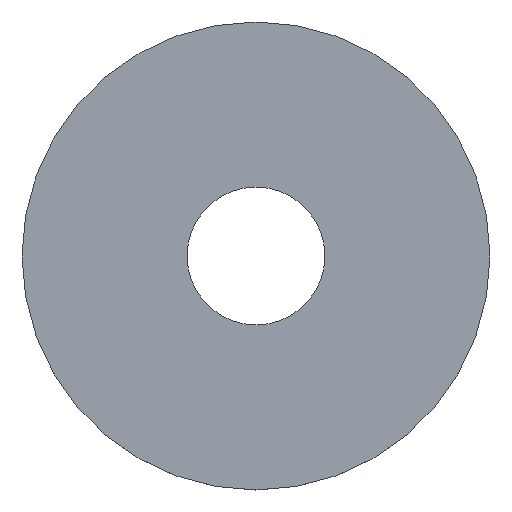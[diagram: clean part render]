
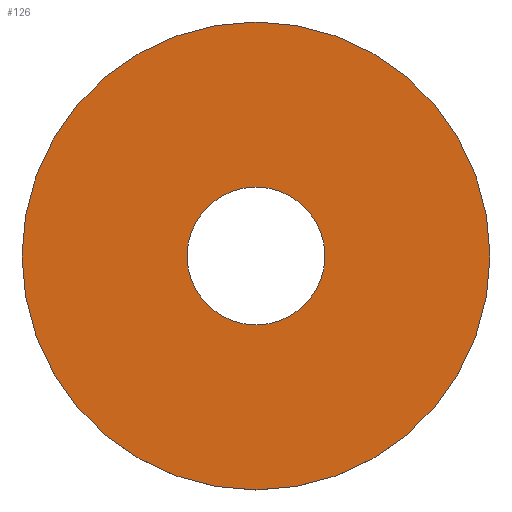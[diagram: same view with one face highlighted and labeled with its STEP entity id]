
A CAD part, top view. The second image highlights one B-rep face of the part: STEP entity #126.
In plain terms, the highlighted planar face has unit normal (0, 0, 1).
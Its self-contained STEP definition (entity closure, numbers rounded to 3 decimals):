
#11 = CARTESIAN_POINT ( 'NONE',  ( 0., 0., 1. ) ) ;
#15 = ORIENTED_EDGE ( 'NONE', *, *, #41, .F. ) ;
#18 = CIRCLE ( 'NONE', #209, 27.5 ) ;
#21 = CARTESIAN_POINT ( 'NONE',  ( 27.5, 0., 1. ) ) ;
#35 = DIRECTION ( 'NONE',  ( 1., 0., 0. ) ) ;
#40 = AXIS2_PLACEMENT_3D ( 'NONE', #56, #87, #121 ) ;
#41 = EDGE_CURVE ( 'NONE', #158, #83, #45, .T. ) ;
#45 = CIRCLE ( 'NONE', #141, 8.1 ) ;
#47 = ORIENTED_EDGE ( 'NONE', *, *, #73, .T. ) ;
#48 = DIRECTION ( 'NONE',  ( 1., 0., 0. ) ) ;
#53 = CARTESIAN_POINT ( 'NONE',  ( 8.1, 0., 1. ) ) ;
#55 = CARTESIAN_POINT ( 'NONE',  ( -8.1, 0., 1. ) ) ;
#56 = CARTESIAN_POINT ( 'NONE',  ( 0., 0., 1. ) ) ;
#62 = EDGE_LOOP ( 'NONE', ( #115, #15 ) ) ;
#64 = DIRECTION ( 'NONE',  ( 1., 0., 0. ) ) ;
#68 = CARTESIAN_POINT ( 'NONE',  ( 0., 0., 1. ) ) ;
#73 = EDGE_CURVE ( 'NONE', #157, #102, #148, .T. ) ;
#79 = AXIS2_PLACEMENT_3D ( 'NONE', #68, #188, #48 ) ;
#83 = VERTEX_POINT ( 'NONE', #55 ) ;
#87 = DIRECTION ( 'NONE',  ( 0., 0., 1. ) ) ;
#100 = EDGE_LOOP ( 'NONE', ( #47, #132 ) ) ;
#102 = VERTEX_POINT ( 'NONE', #21 ) ;
#103 = CARTESIAN_POINT ( 'NONE',  ( 0., 0., 1. ) ) ;
#107 = PLANE ( 'NONE',  #138 ) ;
#109 = DIRECTION ( 'NONE',  ( 1., 0., 0. ) ) ;
#115 = ORIENTED_EDGE ( 'NONE', *, *, #155, .F. ) ;
#121 = DIRECTION ( 'NONE',  ( 1., 0., 0. ) ) ;
#123 = CARTESIAN_POINT ( 'NONE',  ( 0., 0., 1. ) ) ;
#124 = FACE_BOUND ( 'NONE', #62, .T. ) ;
#126 = ADVANCED_FACE ( 'NONE', ( #135, #124 ), #107, .T. ) ;
#132 = ORIENTED_EDGE ( 'NONE', *, *, #192, .T. ) ;
#134 = DIRECTION ( 'NONE',  ( 0., 0., 1. ) ) ;
#135 = FACE_OUTER_BOUND ( 'NONE', #100, .T. ) ;
#138 = AXIS2_PLACEMENT_3D ( 'NONE', #103, #134, #109 ) ;
#141 = AXIS2_PLACEMENT_3D ( 'NONE', #11, #177, #64 ) ;
#148 = CIRCLE ( 'NONE', #79, 27.5 ) ;
#149 = CARTESIAN_POINT ( 'NONE',  ( -27.5, 0., 1. ) ) ;
#155 = EDGE_CURVE ( 'NONE', #83, #158, #186, .T. ) ;
#157 = VERTEX_POINT ( 'NONE', #149 ) ;
#158 = VERTEX_POINT ( 'NONE', #53 ) ;
#177 = DIRECTION ( 'NONE',  ( 0., 0., 1. ) ) ;
#181 = DIRECTION ( 'NONE',  ( 0., 0., 1. ) ) ;
#186 = CIRCLE ( 'NONE', #40, 8.1 ) ;
#188 = DIRECTION ( 'NONE',  ( 0., 0., 1. ) ) ;
#192 = EDGE_CURVE ( 'NONE', #102, #157, #18, .T. ) ;
#209 = AXIS2_PLACEMENT_3D ( 'NONE', #123, #181, #35 ) ;
